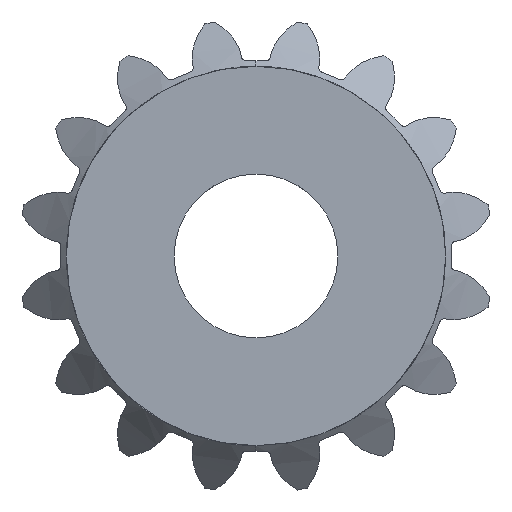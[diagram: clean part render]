
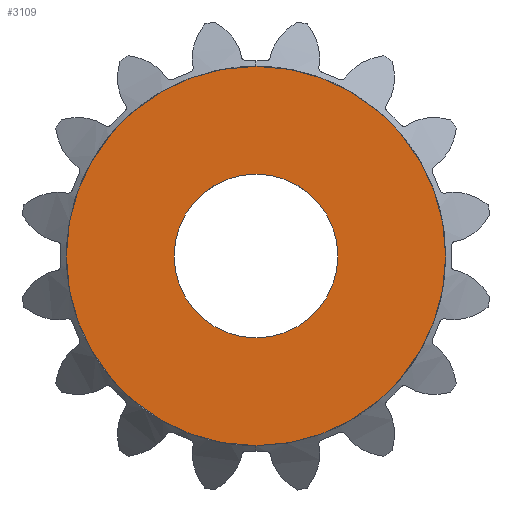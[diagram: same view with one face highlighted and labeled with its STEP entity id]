
A CAD part, left-side view. The second image highlights one B-rep face of the part: STEP entity #3109.
In plain terms, the highlighted planar face has unit normal (-1, 0, 0).
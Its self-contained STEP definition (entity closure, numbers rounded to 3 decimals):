
#86 = CIRCLE ( 'NONE', #2635, 6.949 ) ;
#346 = FACE_BOUND ( 'NONE', #3197, .T. ) ;
#478 = CARTESIAN_POINT ( 'NONE',  ( -4.329, 0., 0. ) ) ;
#500 = VERTEX_POINT ( 'NONE', #2259 ) ;
#704 = CARTESIAN_POINT ( 'NONE',  ( -4.329, 0., 0. ) ) ;
#744 = CARTESIAN_POINT ( 'NONE',  ( -4.329, 6.949, -8.652 ) ) ;
#788 = EDGE_CURVE ( 'NONE', #3756, #1349, #1197, .T. ) ;
#914 = EDGE_LOOP ( 'NONE', ( #5280, #1905 ) ) ;
#1197 = CIRCLE ( 'NONE', #4182, 6.949 ) ;
#1349 = VERTEX_POINT ( 'NONE', #1723 ) ;
#1453 = CARTESIAN_POINT ( 'NONE',  ( -4.329, 0., 0. ) ) ;
#1511 = AXIS2_PLACEMENT_3D ( 'NONE', #4549, #2085, #1708 ) ;
#1606 = ORIENTED_EDGE ( 'NONE', *, *, #4297, .F. ) ;
#1673 = DIRECTION ( 'NONE',  ( 1., 0., 0. ) ) ;
#1708 = DIRECTION ( 'NONE',  ( 0., 1., 0. ) ) ;
#1723 = CARTESIAN_POINT ( 'NONE',  ( -4.329, 0., 6.949 ) ) ;
#1905 = ORIENTED_EDGE ( 'NONE', *, *, #2222, .F. ) ;
#1999 = CARTESIAN_POINT ( 'NONE',  ( -4.329, 0., -6.949 ) ) ;
#2085 = DIRECTION ( 'NONE',  ( -1., 0., 0. ) ) ;
#2222 = EDGE_CURVE ( 'NONE', #1349, #3756, #86, .T. ) ;
#2259 = CARTESIAN_POINT ( 'NONE',  ( -4.329, 0., 3. ) ) ;
#2348 = DIRECTION ( 'NONE',  ( -1., 0., 0. ) ) ;
#2426 = CIRCLE ( 'NONE', #5187, 3. ) ;
#2428 = DIRECTION ( 'NONE',  ( 0., 1., 0. ) ) ;
#2498 = EDGE_CURVE ( 'NONE', #3459, #500, #2426, .T. ) ;
#2635 = AXIS2_PLACEMENT_3D ( 'NONE', #478, #1673, #2428 ) ;
#2779 = FACE_OUTER_BOUND ( 'NONE', #914, .T. ) ;
#2941 = CARTESIAN_POINT ( 'NONE',  ( -4.329, 0., -3. ) ) ;
#2966 = CIRCLE ( 'NONE', #1511, 3. ) ;
#3069 = DIRECTION ( 'NONE',  ( 0., 1., 0. ) ) ;
#3109 = ADVANCED_FACE ( 'NONE', ( #346, #2779 ), #3545, .F. ) ;
#3136 = DIRECTION ( 'NONE',  ( 0., 1., 0. ) ) ;
#3197 = EDGE_LOOP ( 'NONE', ( #1606, #3703 ) ) ;
#3459 = VERTEX_POINT ( 'NONE', #2941 ) ;
#3487 = DIRECTION ( 'NONE',  ( 1., 0., 0. ) ) ;
#3545 = PLANE ( 'NONE',  #3631 ) ;
#3631 = AXIS2_PLACEMENT_3D ( 'NONE', #744, #4002, #3136 ) ;
#3703 = ORIENTED_EDGE ( 'NONE', *, *, #2498, .F. ) ;
#3756 = VERTEX_POINT ( 'NONE', #1999 ) ;
#4002 = DIRECTION ( 'NONE',  ( 1., 0., 0. ) ) ;
#4182 = AXIS2_PLACEMENT_3D ( 'NONE', #1453, #3487, #5164 ) ;
#4297 = EDGE_CURVE ( 'NONE', #500, #3459, #2966, .T. ) ;
#4549 = CARTESIAN_POINT ( 'NONE',  ( -4.329, 0., 0. ) ) ;
#5164 = DIRECTION ( 'NONE',  ( 0., 1., 0. ) ) ;
#5187 = AXIS2_PLACEMENT_3D ( 'NONE', #704, #2348, #3069 ) ;
#5280 = ORIENTED_EDGE ( 'NONE', *, *, #788, .F. ) ;
